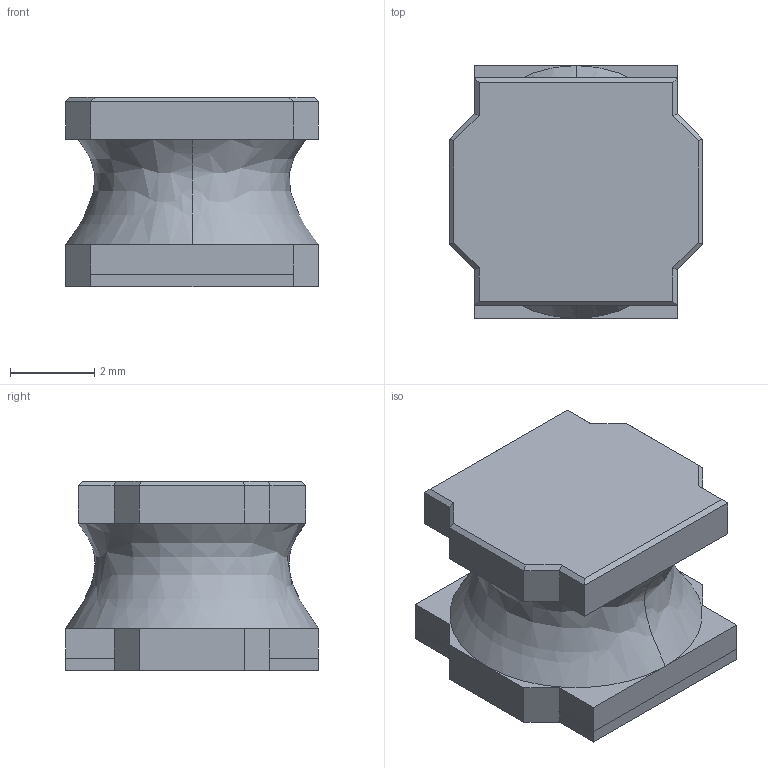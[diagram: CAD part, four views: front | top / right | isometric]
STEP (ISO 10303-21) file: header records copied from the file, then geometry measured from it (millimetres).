
FILE_DESCRIPTION(('FreeCAD Model'),'2;1');
FILE_NAME('Bourns_SRN6045TA.step','2021-11-02T04:43:51',( 'kicad StepUp'),('ksu MCAD'),'Open CASCADE STEP processor 7.3', 'FreeCAD','Unknown');
FILE_SCHEMA(('AUTOMOTIVE_DESIGN { 1 0 10303 214 1 1 1 1 }'));
Length unit declared in the file: millimetre
Products named in the file (1): Bourns_SRN6045TA
Bounding box: 6 x 6 x 4.5 mm (x, y, z)
Volume: 111.9 mm3; surface area: 306.3 mm2
Topology: 5 solids, 5 shells, 64 faces, 146 edges, 92 vertices
Faces by surface type: plane 62, bspline 2
Entity records: 2222 total; most frequent: CARTESIAN_POINT 339, ORIENTED_EDGE 292, DIRECTION 274, EDGE_CURVE 146, LINE 140, VECTOR 140, VERTEX_POINT 92, AXIS2_PLACEMENT_3D 67
